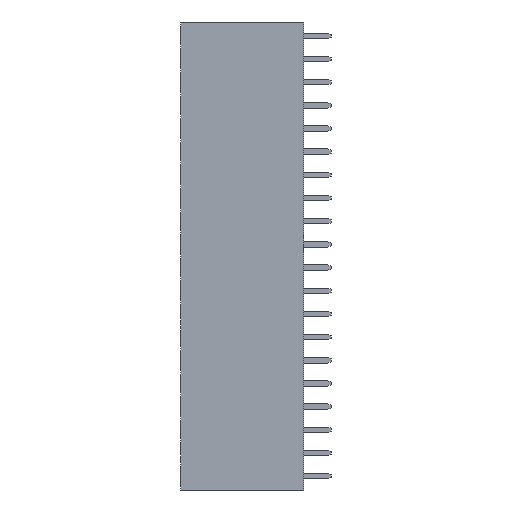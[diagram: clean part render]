
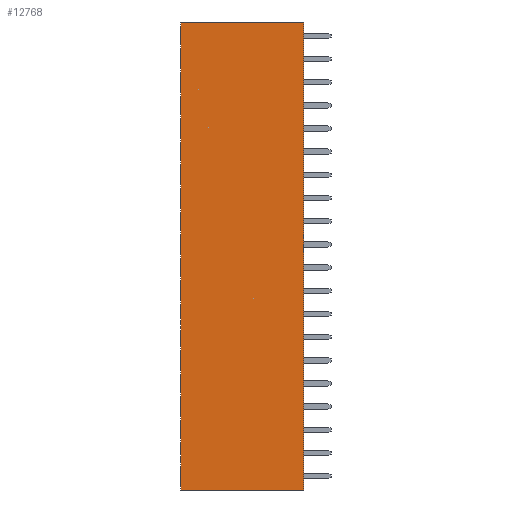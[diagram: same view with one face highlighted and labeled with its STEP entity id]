
A CAD part, left-side view. The second image highlights one B-rep face of the part: STEP entity #12768.
In plain terms, the highlighted planar face has unit normal (-1, 0, 0).
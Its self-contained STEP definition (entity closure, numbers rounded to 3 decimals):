
#118 = EDGE_LOOP ( 'NONE', ( #20570, #14311, #12368, #23147 ) ) ;
#1260 = DIRECTION ( 'NONE',  ( 1., 0., 0. ) ) ;
#1585 = CARTESIAN_POINT ( 'NONE',  ( -2.5, 13.5, 25.65 ) ) ;
#1938 = LINE ( 'NONE', #4727, #23459 ) ;
#3614 = LINE ( 'NONE', #6380, #22288 ) ;
#4125 = VERTEX_POINT ( 'NONE', #11745 ) ;
#4334 = DIRECTION ( 'NONE',  ( 0., 0., -1. ) ) ;
#4727 = CARTESIAN_POINT ( 'NONE',  ( -2.5, 13.5, -25.65 ) ) ;
#5361 = CARTESIAN_POINT ( 'NONE',  ( -2.5, 13.5, -25.65 ) ) ;
#6272 = VERTEX_POINT ( 'NONE', #14229 ) ;
#6380 = CARTESIAN_POINT ( 'NONE',  ( -2.5, 0., 25.65 ) ) ;
#8359 = VECTOR ( 'NONE', #22753, 1000. ) ;
#8385 = AXIS2_PLACEMENT_3D ( 'NONE', #21312, #1260, #8563 ) ;
#8563 = DIRECTION ( 'NONE',  ( 0., 1., 0. ) ) ;
#10016 = CARTESIAN_POINT ( 'NONE',  ( -2.5, 13.5, 25.65 ) ) ;
#10105 = EDGE_CURVE ( 'NONE', #22065, #4125, #14061, .T. ) ;
#11697 = DIRECTION ( 'NONE',  ( 0., -1., 0. ) ) ;
#11745 = CARTESIAN_POINT ( 'NONE',  ( -2.5, 0., 25.65 ) ) ;
#12294 = VERTEX_POINT ( 'NONE', #5361 ) ;
#12368 = ORIENTED_EDGE ( 'NONE', *, *, #10105, .F. ) ;
#12768 = ADVANCED_FACE ( 'NONE', ( #14084 ), #19657, .F. ) ;
#13932 = DIRECTION ( 'NONE',  ( 0., -1., 0. ) ) ;
#14061 = LINE ( 'NONE', #22574, #18337 ) ;
#14084 = FACE_OUTER_BOUND ( 'NONE', #118, .T. ) ;
#14229 = CARTESIAN_POINT ( 'NONE',  ( -2.5, 0., -25.65 ) ) ;
#14311 = ORIENTED_EDGE ( 'NONE', *, *, #18712, .F. ) ;
#14562 = LINE ( 'NONE', #10016, #8359 ) ;
#15816 = EDGE_CURVE ( 'NONE', #22065, #12294, #14562, .T. ) ;
#18044 = EDGE_CURVE ( 'NONE', #12294, #6272, #1938, .T. ) ;
#18337 = VECTOR ( 'NONE', #11697, 1000. ) ;
#18712 = EDGE_CURVE ( 'NONE', #4125, #6272, #3614, .T. ) ;
#19657 = PLANE ( 'NONE',  #8385 ) ;
#20570 = ORIENTED_EDGE ( 'NONE', *, *, #18044, .T. ) ;
#21312 = CARTESIAN_POINT ( 'NONE',  ( -2.5, 13.5, 25.65 ) ) ;
#22065 = VERTEX_POINT ( 'NONE', #1585 ) ;
#22288 = VECTOR ( 'NONE', #4334, 1000. ) ;
#22574 = CARTESIAN_POINT ( 'NONE',  ( -2.5, 13.5, 25.65 ) ) ;
#22753 = DIRECTION ( 'NONE',  ( 0., 0., -1. ) ) ;
#23147 = ORIENTED_EDGE ( 'NONE', *, *, #15816, .T. ) ;
#23459 = VECTOR ( 'NONE', #13932, 1000. ) ;
